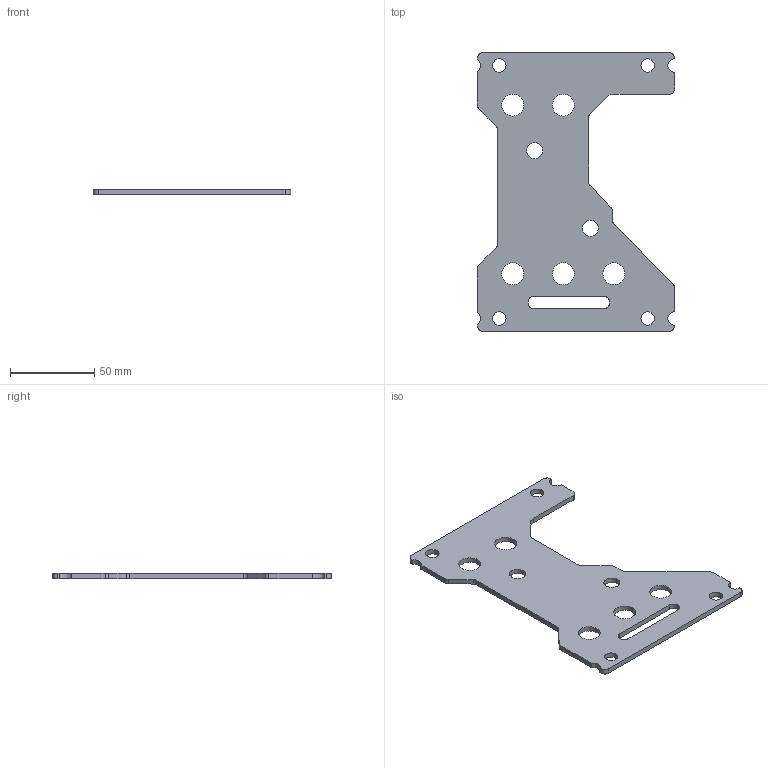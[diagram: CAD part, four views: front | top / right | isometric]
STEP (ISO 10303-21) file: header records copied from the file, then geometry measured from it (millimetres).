
FILE_DESCRIPTION(/* description */ (''),/* implementation_level */ '2;1');
FILE_NAME(/* name */ 'End Plate.stp',/* time_stamp */ '2021-03-09T23:32:37-05:00',/* author */ ('Win240'),/* organization */ (''),/* preprocessor_version */ 'ST-DEVELOPER v16.5',/* originating_system */ 'Autodesk Inventor 2017',/* authorisation */ '');
FILE_SCHEMA (('AUTOMOTIVE_DESIGN { 1 0 10303 214 3 1 1 }'));
Length unit declared in the file: millimetre
Products named in the file (1): End Plate - 18S
Bounding box: 117 x 165 x 3.17 mm (x, y, z)
Volume: 40085.7 mm3; surface area: 28781.7 mm2
Topology: 1 solids, 1 shells, 59 faces, 171 edges, 114 vertices
Faces by surface type: cylinder 34, plane 25
Full cylindrical faces by diameter (mm): 8 x4, 9.5 x2, 13 x5
Entity records: 1996 total; most frequent: DIRECTION 348, CARTESIAN_POINT 334, ORIENTED_EDGE 320, EDGE_CURVE 160, AXIS2_PLACEMENT_3D 128, VERTEX_POINT 114, EDGE_LOOP 94, LINE 92
